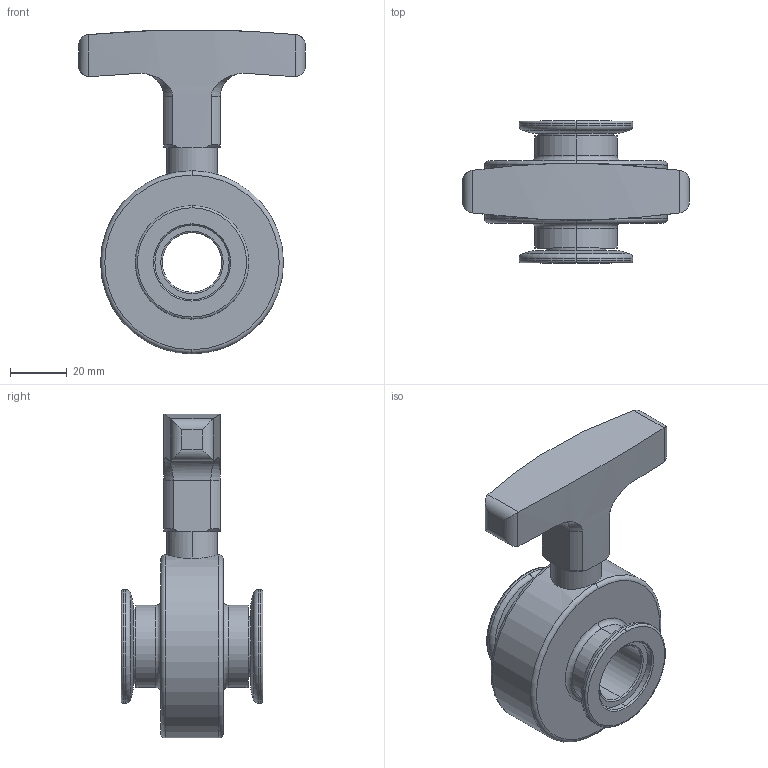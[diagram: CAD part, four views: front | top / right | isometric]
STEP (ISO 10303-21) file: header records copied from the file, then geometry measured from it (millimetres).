
FILE_DESCRIPTION (( 'STEP AP203' ), '1' );
FILE_NAME ('010001-00-BG_Schmetterlingsventil_DN25.STEP', '2020-06-12T14:19:34', ( '' ), ( '' ), 'SwSTEP 2.0', 'SolidWorks 2017', '' );
FILE_SCHEMA (( 'CONFIG_CONTROL_DESIGN' ));
Length unit declared in the file: millimetre
Products named in the file (1): 010001-00-BG_Schmetterlingsventil_DN25
Bounding box: 80 x 50 x 114.15 mm (x, y, z)
Surface area: 25317.3 mm2 (no closed solid volume)
Topology: 0 solids, 5 shells, 83 faces, 215 edges, 138 vertices
Faces by surface type: cylinder 39, torus 22, cone 12, plane 10
Entity records: 3044 total; most frequent: CARTESIAN_POINT 971, DIRECTION 429, ORIENTED_EDGE 402, EDGE_CURVE 215, AXIS2_PLACEMENT_3D 184, VERTEX_POINT 138, CIRCLE 100, EDGE_LOOP 89
